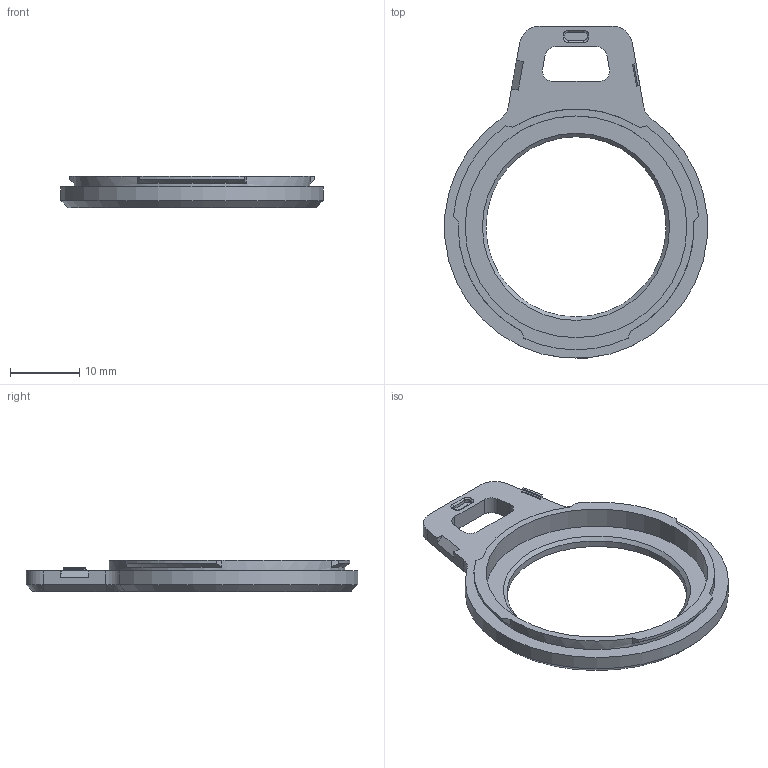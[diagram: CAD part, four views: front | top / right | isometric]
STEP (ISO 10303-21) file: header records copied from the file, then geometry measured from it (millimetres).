
FILE_DESCRIPTION(/* description */ (''),/* implementation_level */ '2;1');
FILE_NAME(/* name */ 'airtag-holder.step',/* time_stamp */ '2024-06-02T01:36:30-04:00',/* author */ (''),/* organization */ (''),/* preprocessor_version */ 'ST-DEVELOPER v20',/* originating_system */ 'Autodesk Translation Framework v13.14.0.145',/* authorisation */ '');
FILE_SCHEMA (('AUTOMOTIVE_DESIGN { 1 0 10303 214 3 1 1 }'));
Length unit declared in the file: millimetre
Products named in the file (1): airtag round2 with cutouts
Bounding box: 37.86 x 47.91 x 4.5 mm (x, y, z)
Volume: 1918.5 mm3; surface area: 2516 mm2
Topology: 1 solids, 1 shells, 88 faces, 221 edges, 139 vertices
Faces by surface type: plane 48, cylinder 23, cone 13, torus 4
Full cylindrical faces by diameter (mm): 26 x1, 32 x1, 34 x1
Entity records: 2648 total; most frequent: DIRECTION 461, CARTESIAN_POINT 461, ORIENTED_EDGE 442, EDGE_CURVE 221, AXIS2_PLACEMENT_3D 157, LINE 147, VECTOR 147, VERTEX_POINT 139
